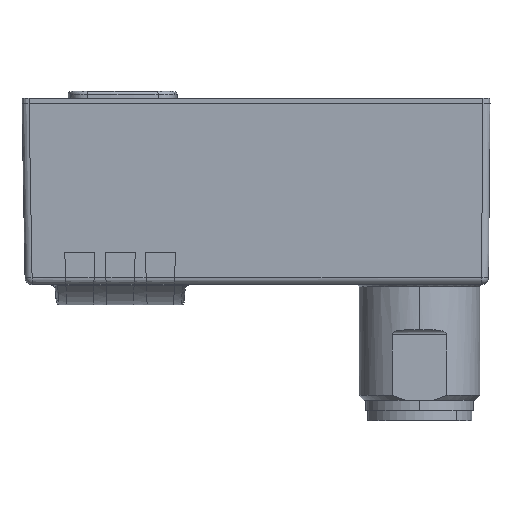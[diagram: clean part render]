
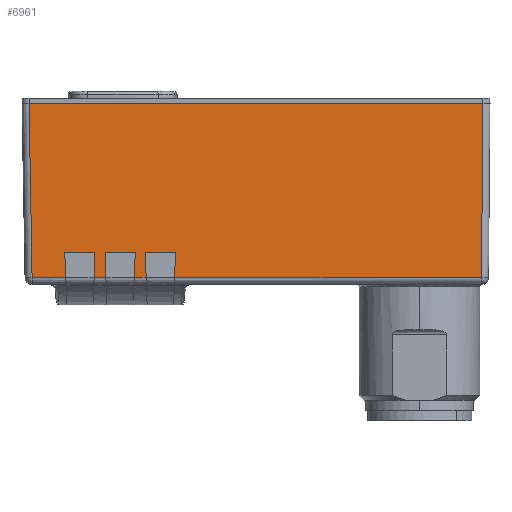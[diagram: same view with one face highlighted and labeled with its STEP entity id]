
A CAD part, top view. The second image highlights one B-rep face of the part: STEP entity #6961.
In plain terms, the highlighted planar face has unit normal (0, -0.018, 1).
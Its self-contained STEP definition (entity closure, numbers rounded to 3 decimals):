
#96=DIRECTION('',(1.,0.,0.));
#97=VECTOR('',#96,3.336);
#98=CARTESIAN_POINT('',(-22.248,0.688,8.698));
#99=LINE('',#98,#97);
#104=DIRECTION('',(-0.017,1.,0.017));
#105=VECTOR('',#104,17.317);
#106=CARTESIAN_POINT('',(-22.248,0.688,8.698));
#107=LINE('',#106,#105);
#108=DIRECTION('',(-0.009,-1.,-0.017));
#109=VECTOR('',#108,17.316);
#110=CARTESIAN_POINT('',(22.55,18.,9.));
#111=LINE('',#110,#109);
#112=DIRECTION('',(0.035,-0.999,-0.017));
#113=VECTOR('',#112,2.514);
#114=CARTESIAN_POINT('',(-11.,3.2,8.742));
#115=LINE('',#114,#113);
#116=DIRECTION('',(0.035,-0.999,-0.017));
#117=VECTOR('',#116,2.514);
#118=CARTESIAN_POINT('',(-15.,3.2,8.742));
#119=LINE('',#118,#117);
#120=DIRECTION('',(0.035,-0.999,-0.017));
#121=VECTOR('',#120,2.514);
#122=CARTESIAN_POINT('',(-19.,3.2,8.742));
#123=LINE('',#122,#121);
#184=DIRECTION('',(-1.,0.,0.));
#185=VECTOR('',#184,45.1);
#186=CARTESIAN_POINT('',(22.55,18.,9.));
#187=LINE('',#186,#185);
#479=DIRECTION('',(-0.035,-0.999,-0.017));
#480=VECTOR('',#479,2.514);
#481=CARTESIAN_POINT('',(-8.,3.2,8.742));
#482=LINE('',#481,#480);
#702=DIRECTION('',(1.,0.,0.));
#703=VECTOR('',#702,3.);
#704=CARTESIAN_POINT('',(-19.,3.2,8.742));
#705=LINE('',#704,#703);
#718=DIRECTION('',(-0.035,-0.999,-0.017));
#719=VECTOR('',#718,2.514);
#720=CARTESIAN_POINT('',(-16.,3.2,8.742));
#721=LINE('',#720,#719);
#894=DIRECTION('',(-0.035,-0.999,-0.017));
#895=VECTOR('',#894,2.514);
#896=CARTESIAN_POINT('',(-12.,3.2,8.742));
#897=LINE('',#896,#895);
#988=DIRECTION('',(1.,0.,0.));
#989=VECTOR('',#988,3.);
#990=CARTESIAN_POINT('',(-15.,3.2,8.742));
#991=LINE('',#990,#989);
#992=DIRECTION('',(1.,0.,0.));
#993=VECTOR('',#992,1.175);
#994=CARTESIAN_POINT('',(-12.088,0.688,8.698));
#995=LINE('',#994,#993);
#1360=DIRECTION('',(1.,0.,0.));
#1361=VECTOR('',#1360,30.487);
#1362=CARTESIAN_POINT('',(-8.088,0.688,
8.698));
#1363=LINE('',#1362,#1361);
#5506=DIRECTION('',(1.,0.,0.));
#5507=VECTOR('',#5506,1.175);
#5508=CARTESIAN_POINT('',(-16.088,0.688,
8.698));
#5509=LINE('',#5508,#5507);
#5522=DIRECTION('',(1.,0.,0.));
#5523=VECTOR('',#5522,3.);
#5524=CARTESIAN_POINT('',(-11.,3.2,8.742));
#5525=LINE('',#5524,#5523);
#5765=CARTESIAN_POINT('',(-22.248,0.688,
8.698));
#5766=CARTESIAN_POINT('',(-18.912,0.688,
8.698));
#5767=VERTEX_POINT('',#5765);
#5768=VERTEX_POINT('',#5766);
#5769=CARTESIAN_POINT('',(-22.55,18.,9.));
#5770=VERTEX_POINT('',#5769);
#5771=CARTESIAN_POINT('',(22.55,18.,9.));
#5772=VERTEX_POINT('',#5771);
#5773=CARTESIAN_POINT('',(22.399,0.688,8.698));
#5774=VERTEX_POINT('',#5773);
#5775=CARTESIAN_POINT('',(-8.088,0.688,
8.698));
#5776=VERTEX_POINT('',#5775);
#5777=CARTESIAN_POINT('',(-8.,3.2,8.742));
#5778=VERTEX_POINT('',#5777);
#5779=CARTESIAN_POINT('',(-11.,3.2,8.742));
#5780=VERTEX_POINT('',#5779);
#5781=CARTESIAN_POINT('',(-10.912,0.688,
8.698));
#5782=VERTEX_POINT('',#5781);
#5783=CARTESIAN_POINT('',(-12.088,0.688,
8.698));
#5784=VERTEX_POINT('',#5783);
#5785=CARTESIAN_POINT('',(-12.,3.2,8.742));
#5786=VERTEX_POINT('',#5785);
#5787=CARTESIAN_POINT('',(-15.,3.2,8.742));
#5788=VERTEX_POINT('',#5787);
#5789=CARTESIAN_POINT('',(-14.912,0.688,
8.698));
#5790=VERTEX_POINT('',#5789);
#5791=CARTESIAN_POINT('',(-16.088,0.688,
8.698));
#5792=VERTEX_POINT('',#5791);
#5793=CARTESIAN_POINT('',(-16.,3.2,8.742));
#5794=VERTEX_POINT('',#5793);
#5795=CARTESIAN_POINT('',(-19.,3.2,8.742));
#5796=VERTEX_POINT('',#5795);
#6923=CARTESIAN_POINT('',(-24.895,18.,9.));
#6924=DIRECTION('',(0.,-0.017,1.));
#6925=DIRECTION('',(1.,0.,0.));
#6926=AXIS2_PLACEMENT_3D('',#6923,#6924,#6925);
#6927=PLANE('',#6926);
#6928=ORIENTED_EDGE('',*,*,#6906,.F.);
#6930=ORIENTED_EDGE('',*,*,#6929,.T.);
#6932=ORIENTED_EDGE('',*,*,#6931,.F.);
#6934=ORIENTED_EDGE('',*,*,#6933,.T.);
#6936=ORIENTED_EDGE('',*,*,#6935,.F.);
#6938=ORIENTED_EDGE('',*,*,#6937,.F.);
#6940=ORIENTED_EDGE('',*,*,#6939,.F.);
#6942=ORIENTED_EDGE('',*,*,#6941,.T.);
#6944=ORIENTED_EDGE('',*,*,#6943,.F.);
#6946=ORIENTED_EDGE('',*,*,#6945,.F.);
#6948=ORIENTED_EDGE('',*,*,#6947,.F.);
#6950=ORIENTED_EDGE('',*,*,#6949,.T.);
#6952=ORIENTED_EDGE('',*,*,#6951,.F.);
#6954=ORIENTED_EDGE('',*,*,#6953,.F.);
#6956=ORIENTED_EDGE('',*,*,#6955,.F.);
#6958=ORIENTED_EDGE('',*,*,#6957,.T.);
#6959=EDGE_LOOP('',(#6928,#6930,#6932,#6934,#6936,#6938,#6940,#6942,#6944,#6946,
#6948,#6950,#6952,#6954,#6956,#6958));
#6960=FACE_OUTER_BOUND('',#6959,.F.);
#6961=ADVANCED_FACE('',(#6960),#6927,.T.);
#6906=EDGE_CURVE('',#5767,#5768,#99,.T.);
#6929=EDGE_CURVE('',#5767,#5770,#107,.T.);
#6931=EDGE_CURVE('',#5772,#5770,#187,.T.);
#6933=EDGE_CURVE('',#5772,#5774,#111,.T.);
#6935=EDGE_CURVE('',#5776,#5774,#1363,.T.);
#6937=EDGE_CURVE('',#5778,#5776,#482,.T.);
#6939=EDGE_CURVE('',#5780,#5778,#5525,.T.);
#6941=EDGE_CURVE('',#5780,#5782,#115,.T.);
#6943=EDGE_CURVE('',#5784,#5782,#995,.T.);
#6945=EDGE_CURVE('',#5786,#5784,#897,.T.);
#6947=EDGE_CURVE('',#5788,#5786,#991,.T.);
#6949=EDGE_CURVE('',#5788,#5790,#119,.T.);
#6951=EDGE_CURVE('',#5792,#5790,#5509,.T.);
#6953=EDGE_CURVE('',#5794,#5792,#721,.T.);
#6955=EDGE_CURVE('',#5796,#5794,#705,.T.);
#6957=EDGE_CURVE('',#5796,#5768,#123,.T.);
